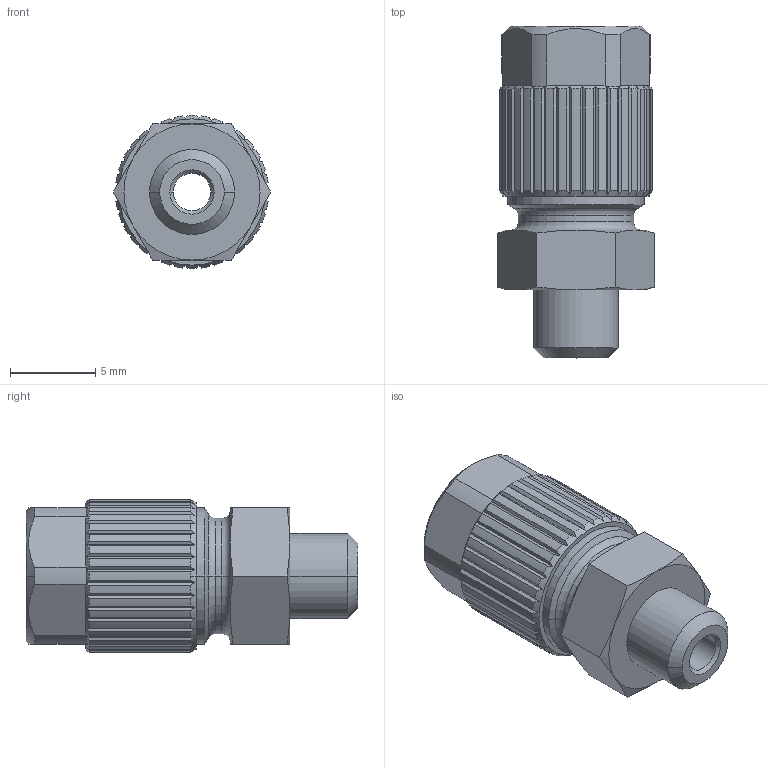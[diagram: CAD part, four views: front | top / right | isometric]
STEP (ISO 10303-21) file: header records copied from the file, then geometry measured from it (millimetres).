
FILE_DESCRIPTION((''),'2;1');
FILE_NAME('300010B_151M-6-4-M5','2006-06-20T',('konstruktion'),(''),'PRO/ENGINEER BY PARAMETRIC TECHNOLOGY CORPORATION, 2005380','PRO/ENGINEER BY PARAMETRIC TECHNOLOGY CORPORATION, 2005380','');
FILE_SCHEMA(('CONFIG_CONTROL_DESIGN'));
Length unit declared in the file: millimetre
Products named in the file (1): 300010B_151M-6-4-M5
Bounding box: 9.24 x 19.5 x 9 mm (x, y, z)
Volume: 680.2 mm3; surface area: 1013.5 mm2
Topology: 1 solids, 1 shells, 197 faces, 514 edges, 324 vertices
Faces by surface type: plane 97, cylinder 56, cone 36, torus 8
Entity records: 6473 total; most frequent: CARTESIAN_POINT 1828, ORIENTED_EDGE 1028, DIRECTION 892, EDGE_CURVE 514, AXIS2_PLACEMENT_3D 367, VERTEX_POINT 324, EDGE_LOOP 204, FACE_OUTER_BOUND 197
